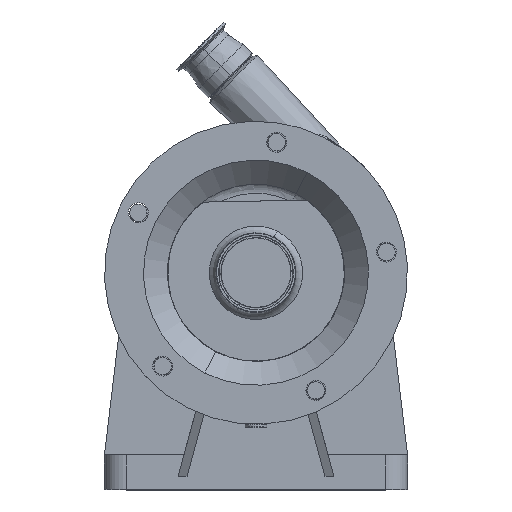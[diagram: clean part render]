
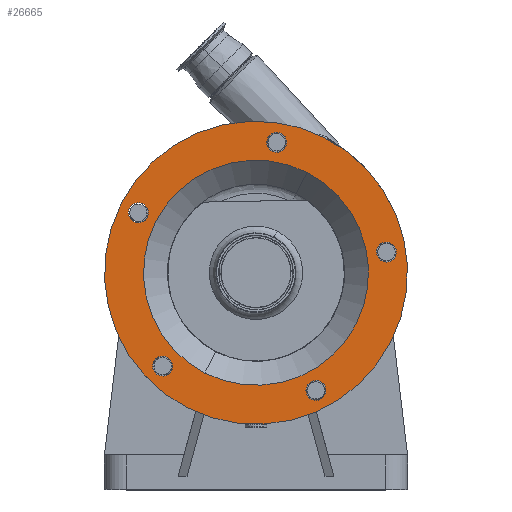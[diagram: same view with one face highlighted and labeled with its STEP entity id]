
A CAD part, top view. The second image highlights one B-rep face of the part: STEP entity #26665.
In plain terms, the highlighted planar face has unit normal (0, 0, 1).
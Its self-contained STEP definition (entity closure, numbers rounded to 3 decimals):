
#2959 = CARTESIAN_POINT ( 'NONE',  ( -107.834, -107.834, 299.5 ) ) ;
#2964 = CIRCLE ( 'NONE', #2992, 11.5 ) ;
#2990 = DIRECTION ( 'NONE',  ( 0.454, 0.891, 0. ) ) ;
#2991 = DIRECTION ( 'NONE',  ( 0., 0., 1. ) ) ;
#2992 = AXIS2_PLACEMENT_3D ( 'NONE', #2959, #2991, #2990 ) ;
#3038 = DIRECTION ( 'NONE',  ( 0.454, 0.891, 0. ) ) ;
#3043 = CARTESIAN_POINT ( 'NONE',  ( -135.878, 69.234, 299.5 ) ) ;
#3048 = DIRECTION ( 'NONE',  ( 0.454, 0.891, 0. ) ) ;
#3049 = DIRECTION ( 'NONE',  ( 0., 0., 1. ) ) ;
#3051 = CIRCLE ( 'NONE', #3117, 11.5 ) ;
#3077 = DIRECTION ( 'NONE',  ( 0., 0., 1. ) ) ;
#3109 = CARTESIAN_POINT ( 'NONE',  ( 0., 0., 299.5 ) ) ;
#3110 = AXIS2_PLACEMENT_3D ( 'NONE', #3109, #3049, #3048 ) ;
#3112 = CIRCLE ( 'NONE', #3110, 175. ) ;
#3117 = AXIS2_PLACEMENT_3D ( 'NONE', #3043, #3077, #3038 ) ;
#3171 = CARTESIAN_POINT ( 'NONE',  ( 0., 0., 299.5 ) ) ;
#3172 = AXIS2_PLACEMENT_3D ( 'NONE', #3171, #3274, #3273 ) ;
#3173 = CIRCLE ( 'NONE', #3172, 130. ) ;
#3178 = DIRECTION ( 'NONE',  ( 0.454, 0.891, 0. ) ) ;
#3179 = DIRECTION ( 'NONE',  ( 0., 0., 1. ) ) ;
#3180 = CARTESIAN_POINT ( 'NONE',  ( 69.234, -135.878, 299.5 ) ) ;
#3181 = AXIS2_PLACEMENT_3D ( 'NONE', #3180, #3179, #3178 ) ;
#3182 = CIRCLE ( 'NONE', #3181, 11.5 ) ;
#3192 = DIRECTION ( 'NONE',  ( 0.454, 0.891, 0. ) ) ;
#3193 = DIRECTION ( 'NONE',  ( 0., 0., 1. ) ) ;
#3194 = CARTESIAN_POINT ( 'NONE',  ( 23.856, 150.622, 299.5 ) ) ;
#3216 = AXIS2_PLACEMENT_3D ( 'NONE', #3297, #3296, #3295 ) ;
#3217 = FACE_BOUND ( 'NONE', #26597, .T. ) ;
#3218 = FACE_BOUND ( 'NONE', #26611, .T. ) ;
#3233 = FACE_BOUND ( 'NONE', #26586, .T. ) ;
#3234 = FACE_OUTER_BOUND ( 'NONE', #26585, .T. ) ;
#3236 = FACE_BOUND ( 'NONE', #26650, .T. ) ;
#3238 = FACE_BOUND ( 'NONE', #26661, .T. ) ;
#3239 = FACE_BOUND ( 'NONE', #26610, .T. ) ;
#3242 = CIRCLE ( 'NONE', #3272, 11.5 ) ;
#3271 = CARTESIAN_POINT ( 'NONE',  ( 150.622, 23.856, 299.5 ) ) ;
#3272 = AXIS2_PLACEMENT_3D ( 'NONE', #3271, #3318, #3317 ) ;
#3273 = DIRECTION ( 'NONE',  ( 0.454, 0.891, 0. ) ) ;
#3274 = DIRECTION ( 'NONE',  ( 0., 0., 1. ) ) ;
#3295 = DIRECTION ( 'NONE',  ( -0.454, -0.891, 0. ) ) ;
#3296 = DIRECTION ( 'NONE',  ( 0., 0., -1. ) ) ;
#3297 = CARTESIAN_POINT ( 'NONE',  ( -155.926, 79.448, 299.5 ) ) ;
#3317 = DIRECTION ( 'NONE',  ( 0.454, 0.891, 0. ) ) ;
#3318 = DIRECTION ( 'NONE',  ( 0., 0., 1. ) ) ;
#3338 = PLANE ( 'NONE',  #3216 ) ;
#3363 = AXIS2_PLACEMENT_3D ( 'NONE', #3194, #3193, #3192 ) ;
#3365 = CIRCLE ( 'NONE', #3363, 11.5 ) ;
#5582 = DIRECTION ( 'NONE',  ( 0.454, 0.891, 0. ) ) ;
#5583 = DIRECTION ( 'NONE',  ( 0., 0., 1. ) ) ;
#5584 = CARTESIAN_POINT ( 'NONE',  ( 69.234, -135.878, 299.5 ) ) ;
#5585 = AXIS2_PLACEMENT_3D ( 'NONE', #5584, #5583, #5582 ) ;
#5587 = CIRCLE ( 'NONE', #5585, 11.5 ) ;
#5594 = CARTESIAN_POINT ( 'NONE',  ( 0., 0., 299.5 ) ) ;
#5622 = CARTESIAN_POINT ( 'NONE',  ( 29.077, 160.869, 299.5 ) ) ;
#5630 = DIRECTION ( 'NONE',  ( 0.454, 0.891, 0. ) ) ;
#5634 = DIRECTION ( 'NONE',  ( 0.454, 0.891, 0. ) ) ;
#5635 = DIRECTION ( 'NONE',  ( 0., 0., 1. ) ) ;
#5636 = DIRECTION ( 'NONE',  ( 0., 0., 1. ) ) ;
#5641 = CIRCLE ( 'NONE', #5645, 130. ) ;
#5645 = AXIS2_PLACEMENT_3D ( 'NONE', #5594, #5635, #5634 ) ;
#5740 = CARTESIAN_POINT ( 'NONE',  ( 74.454, -125.632, 299.5 ) ) ;
#5886 = AXIS2_PLACEMENT_3D ( 'NONE', #5930, #5929, #5928 ) ;
#5911 = CARTESIAN_POINT ( 'NONE',  ( -135.878, 69.234, 299.5 ) ) ;
#5912 = CARTESIAN_POINT ( 'NONE',  ( -79.448, -155.926, 299.5 ) ) ;
#5913 = AXIS2_PLACEMENT_3D ( 'NONE', #5911, #5950, #5949 ) ;
#5914 = CARTESIAN_POINT ( 'NONE',  ( 18.635, 140.376, 299.5 ) ) ;
#5928 = DIRECTION ( 'NONE',  ( 0.454, 0.891, 0. ) ) ;
#5929 = DIRECTION ( 'NONE',  ( 0., 0., 1. ) ) ;
#5930 = CARTESIAN_POINT ( 'NONE',  ( 0., 0., 299.5 ) ) ;
#5938 = CIRCLE ( 'NONE', #5886, 175. ) ;
#5939 = CARTESIAN_POINT ( 'NONE',  ( 155.843, 34.103, 299.5 ) ) ;
#5940 = CARTESIAN_POINT ( 'NONE',  ( 64.013, -146.125, 299.5 ) ) ;
#5949 = DIRECTION ( 'NONE',  ( 0.454, 0.891, 0. ) ) ;
#5950 = DIRECTION ( 'NONE',  ( 0., 0., 1. ) ) ;
#5978 = CIRCLE ( 'NONE', #5913, 11.5 ) ;
#5989 = CARTESIAN_POINT ( 'NONE',  ( -141.099, 58.987, 299.5 ) ) ;
#6055 = CARTESIAN_POINT ( 'NONE',  ( -130.658, 79.48, 299.5 ) ) ;
#6057 = CIRCLE ( 'NONE', #6134, 11.5 ) ;
#6058 = CARTESIAN_POINT ( 'NONE',  ( 145.402, 13.61, 299.5 ) ) ;
#6107 = CARTESIAN_POINT ( 'NONE',  ( -113.055, -118.08, 299.5 ) ) ;
#6109 = CARTESIAN_POINT ( 'NONE',  ( -102.613, -97.587, 299.5 ) ) ;
#6134 = AXIS2_PLACEMENT_3D ( 'NONE', #6143, #6142, #6141 ) ;
#6141 = DIRECTION ( 'NONE',  ( 0.454, 0.891, 0. ) ) ;
#6142 = DIRECTION ( 'NONE',  ( 0., 0., 1. ) ) ;
#6143 = CARTESIAN_POINT ( 'NONE',  ( 150.622, 23.856, 299.5 ) ) ;
#6168 = CARTESIAN_POINT ( 'NONE',  ( 59.019, 115.831, 299.5 ) ) ;
#6179 = CIRCLE ( 'NONE', #6245, 11.5 ) ;
#6192 = CARTESIAN_POINT ( 'NONE',  ( 79.448, 155.926, 299.5 ) ) ;
#6197 = DIRECTION ( 'NONE',  ( 0.454, 0.891, 0. ) ) ;
#6225 = CARTESIAN_POINT ( 'NONE',  ( 23.856, 150.622, 299.5 ) ) ;
#6230 = CIRCLE ( 'NONE', #6301, 11.5 ) ;
#6238 = CARTESIAN_POINT ( 'NONE',  ( -107.834, -107.834, 299.5 ) ) ;
#6245 = AXIS2_PLACEMENT_3D ( 'NONE', #6238, #5636, #5630 ) ;
#6261 = CARTESIAN_POINT ( 'NONE',  ( -59.019, -115.831, 299.5 ) ) ;
#6269 = DIRECTION ( 'NONE',  ( 0., 0., 1. ) ) ;
#6301 = AXIS2_PLACEMENT_3D ( 'NONE', #6225, #6269, #6197 ) ;
#8602 = VERTEX_POINT ( 'NONE', #5622 ) ;
#8630 = VERTEX_POINT ( 'NONE', #5740 ) ;
#8632 = EDGE_CURVE ( 'NONE', #8684, #8630, #5587, .T. ) ;
#8649 = EDGE_CURVE ( 'NONE', #8827, #8825, #5641, .T. ) ;
#8673 = EDGE_CURVE ( 'NONE', #8675, #8754, #5978, .T. ) ;
#8675 = VERTEX_POINT ( 'NONE', #5989 ) ;
#8678 = VERTEX_POINT ( 'NONE', #5912 ) ;
#8681 = VERTEX_POINT ( 'NONE', #5914 ) ;
#8684 = VERTEX_POINT ( 'NONE', #5940 ) ;
#8685 = VERTEX_POINT ( 'NONE', #5939 ) ;
#8688 = EDGE_CURVE ( 'NONE', #8820, #8678, #5938, .T. ) ;
#8754 = VERTEX_POINT ( 'NONE', #6055 ) ;
#8772 = VERTEX_POINT ( 'NONE', #6058 ) ;
#8774 = EDGE_CURVE ( 'NONE', #8772, #8685, #6057, .T. ) ;
#8799 = EDGE_CURVE ( 'NONE', #8681, #8602, #6230, .T. ) ;
#8820 = VERTEX_POINT ( 'NONE', #6192 ) ;
#8825 = VERTEX_POINT ( 'NONE', #6168 ) ;
#8827 = VERTEX_POINT ( 'NONE', #6261 ) ;
#8863 = EDGE_CURVE ( 'NONE', #8868, #8867, #6179, .T. ) ;
#8867 = VERTEX_POINT ( 'NONE', #6109 ) ;
#8868 = VERTEX_POINT ( 'NONE', #6107 ) ;
#26510 = EDGE_CURVE ( 'NONE', #8678, #8820, #3112, .T. ) ;
#26517 = EDGE_CURVE ( 'NONE', #8754, #8675, #3051, .T. ) ;
#26543 = EDGE_CURVE ( 'NONE', #8602, #8681, #3365, .T. ) ;
#26583 = ORIENTED_EDGE ( 'NONE', *, *, #26543, .F. ) ;
#26584 = ORIENTED_EDGE ( 'NONE', *, *, #26647, .F. ) ;
#26585 = EDGE_LOOP ( 'NONE', ( #26630, #26646 ) ) ;
#26586 = EDGE_LOOP ( 'NONE', ( #26584, #26675 ) ) ;
#26597 = EDGE_LOOP ( 'NONE', ( #26583, #26669 ) ) ;
#26603 = ORIENTED_EDGE ( 'NONE', *, *, #26517, .F. ) ;
#26606 = ORIENTED_EDGE ( 'NONE', *, *, #8632, .F. ) ;
#26608 = ORIENTED_EDGE ( 'NONE', *, *, #26624, .F. ) ;
#26610 = EDGE_LOOP ( 'NONE', ( #26603, #26612 ) ) ;
#26611 = EDGE_LOOP ( 'NONE', ( #26625, #26663 ) ) ;
#26612 = ORIENTED_EDGE ( 'NONE', *, *, #8673, .F. ) ;
#26624 = EDGE_CURVE ( 'NONE', #8630, #8684, #3182, .T. ) ;
#26625 = ORIENTED_EDGE ( 'NONE', *, *, #26648, .F. ) ;
#26630 = ORIENTED_EDGE ( 'NONE', *, *, #8688, .T. ) ;
#26646 = ORIENTED_EDGE ( 'NONE', *, *, #26510, .T. ) ;
#26647 = EDGE_CURVE ( 'NONE', #8825, #8827, #3173, .T. ) ;
#26648 = EDGE_CURVE ( 'NONE', #8685, #8772, #3242, .T. ) ;
#26650 = EDGE_LOOP ( 'NONE', ( #26608, #26606 ) ) ;
#26661 = EDGE_LOOP ( 'NONE', ( #26671, #26664 ) ) ;
#26663 = ORIENTED_EDGE ( 'NONE', *, *, #8774, .F. ) ;
#26664 = ORIENTED_EDGE ( 'NONE', *, *, #8863, .F. ) ;
#26665 = ADVANCED_FACE ( 'NONE', ( #3238, #3236, #3218, #3217, #3239, #3234, #3233 ), #3338, .F. ) ;
#26669 = ORIENTED_EDGE ( 'NONE', *, *, #8799, .F. ) ;
#26670 = EDGE_CURVE ( 'NONE', #8867, #8868, #2964, .T. ) ;
#26671 = ORIENTED_EDGE ( 'NONE', *, *, #26670, .F. ) ;
#26675 = ORIENTED_EDGE ( 'NONE', *, *, #8649, .F. ) ;
